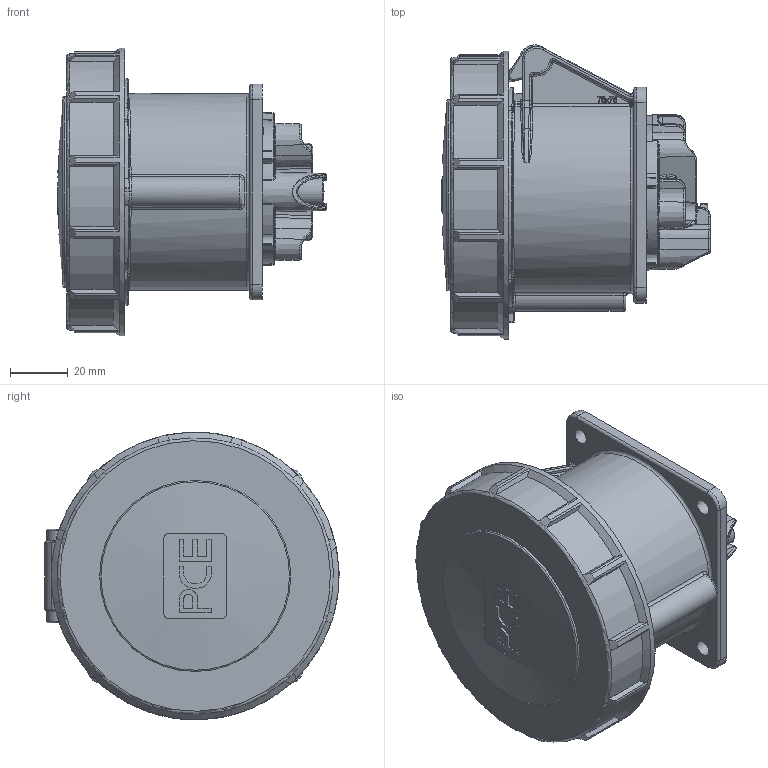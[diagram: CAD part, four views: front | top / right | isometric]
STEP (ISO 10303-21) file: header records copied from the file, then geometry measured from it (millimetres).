
FILE_DESCRIPTION (( 'STEP AP203' ), '1' );
FILE_NAME ('3252-6.STEP', '2017-12-06T15:19:40', ( '' ), ( '' ), 'SwSTEP 2.0', 'SolidWorks 2016', '' );
FILE_SCHEMA (( 'CONFIG_CONTROL_DESIGN' ));
Length unit declared in the file: millimetre
Products named in the file (1): 3252-6
Bounding box: 93.32 x 102.24 x 100 mm (x, y, z)
Volume: 372762.7 mm3; surface area: 50065.3 mm2
Topology: 1 solids, 1 shells, 1687 faces, 4280 edges, 2597 vertices
Faces by surface type: plane 568, bspline 508, cylinder 291, cone 184, torus 121, sphere 15
Full cylindrical faces by diameter (mm): 4 x6, 4.7 x5, 7 x1, 8.1 x1, 8.5 x5, 10 x1, 66.4 x1, 100 x1
Entity records: 67623 total; most frequent: CARTESIAN_POINT 32712, ORIENTED_EDGE 8198, DIRECTION 5900, EDGE_CURVE 4099, VERTEX_POINT 2542, AXIS2_PLACEMENT_3D 2276, EDGE_LOOP 1841, FACE_OUTER_BOUND 1723
